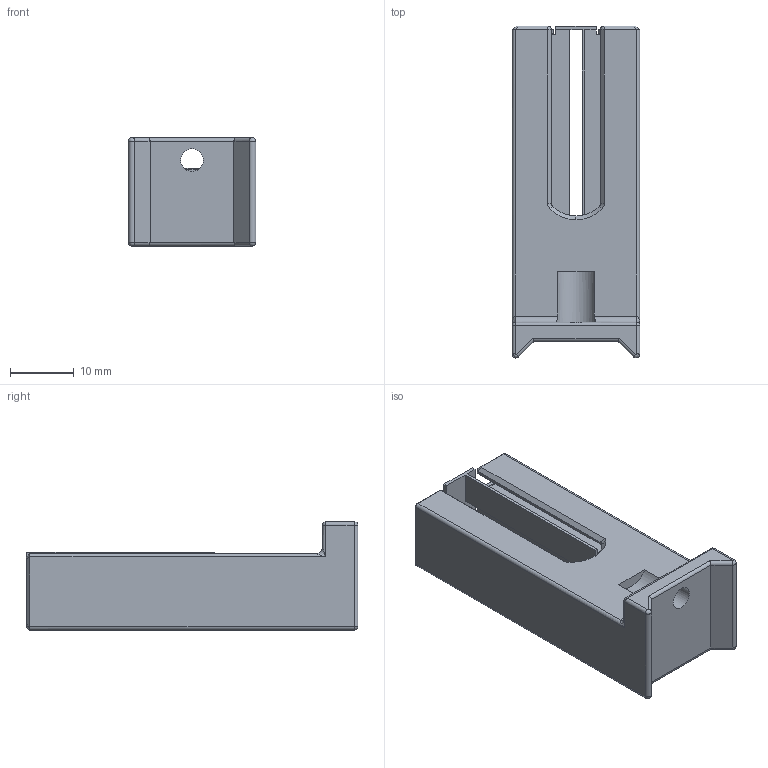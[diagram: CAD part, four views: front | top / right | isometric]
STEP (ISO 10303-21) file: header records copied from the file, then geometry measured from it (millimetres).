
FILE_DESCRIPTION(/* description */ (''),/* implementation_level */ '2;1');
FILE_NAME(/* name */ 'adjustable_dock.step',/* time_stamp */ '2022-10-20T20:58:06-05:00',/* author */ (''),/* organization */ (''),/* preprocessor_version */ 'ST-DEVELOPER v19',/* originating_system */ 'Autodesk Translation Framework v11.7.0.108',/* authorisation */ '');
FILE_SCHEMA (('AUTOMOTIVE_DESIGN { 1 0 10303 214 3 1 1 }'));
Length unit declared in the file: millimetre
Products named in the file (4): adjustable_dock; 1; 2; 3
Assembly tree (3 placements, depth 2):
  adjustable_dock
    1
    2
    3
Bounding box: 20 x 52.06 x 17 mm (x, y, z)
Volume: 8834.5 mm3; surface area: 6321.8 mm2
Topology: 3 solids, 3 shells, 154 faces, 400 edges, 248 vertices
Faces by surface type: plane 89, cylinder 41, cone 16, bspline 4, sphere 4
Full cylindrical faces by diameter (mm): 3.6 x1, 6.5 x1
Entity records: 4877 total; most frequent: CARTESIAN_POINT 993, DIRECTION 801, ORIENTED_EDGE 792, EDGE_CURVE 396, AXIS2_PLACEMENT_3D 272, LINE 257, VECTOR 257, VERTEX_POINT 248
